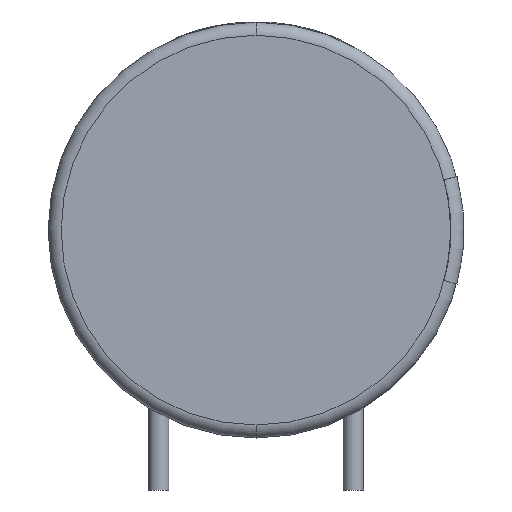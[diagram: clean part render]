
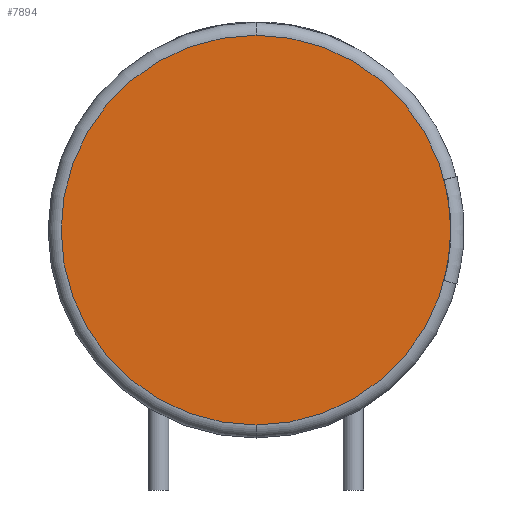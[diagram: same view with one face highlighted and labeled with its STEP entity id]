
A CAD part, front view. The second image highlights one B-rep face of the part: STEP entity #7894.
In plain terms, the highlighted planar face has unit normal (0, -1, 0).
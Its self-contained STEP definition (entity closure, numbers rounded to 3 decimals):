
#1986 = VERTEX_POINT ( 'NONE', #2400 ) ;
#2123 = ORIENTED_EDGE ( 'NONE', *, *, #8186, .T. ) ;
#2254 = AXIS2_PLACEMENT_3D ( 'NONE', #3222, #7687, #10318 ) ;
#2400 = CARTESIAN_POINT ( 'NONE',  ( 0., 0., -7.5 ) ) ;
#3222 = CARTESIAN_POINT ( 'NONE',  ( 0., 0., 0. ) ) ;
#3704 = FACE_OUTER_BOUND ( 'NONE', #7322, .T. ) ;
#4703 = DIRECTION ( 'NONE',  ( 0., 0., 1. ) ) ;
#4715 = VERTEX_POINT ( 'NONE', #12083 ) ;
#6931 = AXIS2_PLACEMENT_3D ( 'NONE', #12600, #15503, #17144 ) ;
#7322 = EDGE_LOOP ( 'NONE', ( #2123, #7480 ) ) ;
#7480 = ORIENTED_EDGE ( 'NONE', *, *, #18058, .T. ) ;
#7687 = DIRECTION ( 'NONE',  ( 0., -1., 0. ) ) ;
#7894 = ADVANCED_FACE ( 'NONE', ( #3704 ), #12909, .F. ) ;
#8186 = EDGE_CURVE ( 'NONE', #4715, #1986, #10620, .T. ) ;
#10318 = DIRECTION ( 'NONE',  ( 0., 0., 1. ) ) ;
#10344 = CIRCLE ( 'NONE', #6931, 7.5 ) ;
#10620 = CIRCLE ( 'NONE', #2254, 7.5 ) ;
#12083 = CARTESIAN_POINT ( 'NONE',  ( 0., 0., 7.5 ) ) ;
#12098 = DIRECTION ( 'NONE',  ( 0., 1., 0. ) ) ;
#12600 = CARTESIAN_POINT ( 'NONE',  ( 0., 0., 0. ) ) ;
#12909 = PLANE ( 'NONE',  #15889 ) ;
#15011 = CARTESIAN_POINT ( 'NONE',  ( 0., 0., 0. ) ) ;
#15503 = DIRECTION ( 'NONE',  ( 0., -1., 0. ) ) ;
#15889 = AXIS2_PLACEMENT_3D ( 'NONE', #15011, #12098, #4703 ) ;
#17144 = DIRECTION ( 'NONE',  ( 0., 0., 1. ) ) ;
#18058 = EDGE_CURVE ( 'NONE', #1986, #4715, #10344, .T. ) ;
